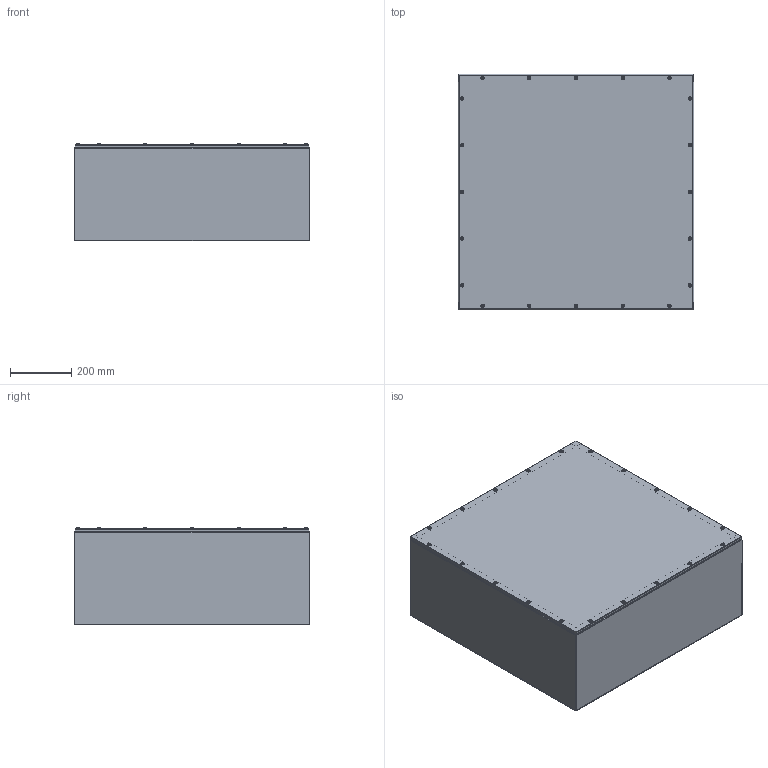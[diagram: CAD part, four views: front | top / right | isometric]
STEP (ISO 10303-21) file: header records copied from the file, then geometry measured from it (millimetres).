
FILE_DESCRIPTION (( 'STEP AP214' ), '1' );
FILE_NAME ('WA303012GSCG.STEP', '2016-02-15T17:27:26', ( '' ), ( '' ), 'SwSTEP 2.0', 'SolidWorks 2014', '' );
FILE_SCHEMA (( 'AUTOMOTIVE_DESIGN' ));
Length unit declared in the file: inch
Products named in the file (10): WA303012GSCGBLR; 30; WA3030GSCGLP; WA303012GSCG; 39077; 39035; 37210; 34984; WA303012GSCGTEW; WA303012GSCGBTM
Assembly tree (88 placements, depth 2):
  WA303012GSCG
    WA3030GSCGLP
    30  x4
    WA303012GSCGBLR
    WA303012GSCGBTM
    WA303012GSCGTEW
    34984  x20
    37210  x20
    39035  x20
    39077  x20
Bounding box: 768.35 x 768.35 x 319.22 mm (x, y, z)
Volume: 5502592.2 mm3; surface area: 4514731.2 mm2
Topology: 88 solids, 88 shells, 2020 faces, 5112 edges, 3268 vertices
Faces by surface type: plane 948, cylinder 532, cone 380, torus 120, sphere 40
Entity records: 11794 total; most frequent: DIRECTION 1527, CARTESIAN_POINT 1481, ORIENTED_EDGE 1252, EDGE_CURVE 626, AXIS2_PLACEMENT_3D 603, VERTEX_POINT 413, EDGE_LOOP 323, LINE 321
